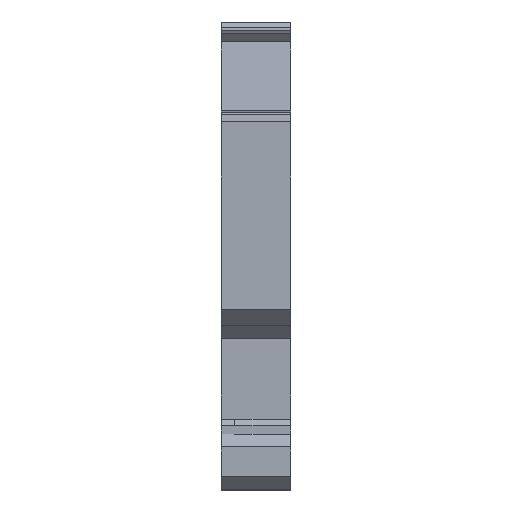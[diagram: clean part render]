
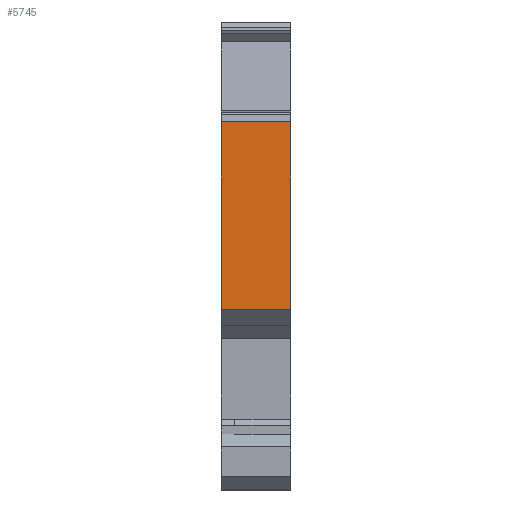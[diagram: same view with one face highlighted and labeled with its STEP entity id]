
A CAD part, left-side view. The second image highlights one B-rep face of the part: STEP entity #5745.
In plain terms, the highlighted free-form (B-spline) face has degree [1, 1] with [2, 2] control points.
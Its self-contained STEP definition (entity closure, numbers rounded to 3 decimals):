
#419=CARTESIAN_POINT('',(-31.15,0.,7.6));
#420=VERTEX_POINT('',#419);
#427=CARTESIAN_POINT('',(-31.15,5.2,7.6));
#428=VERTEX_POINT('',#427);
#429=CARTESIAN_POINT('',(-31.15,0.,7.6));
#430=CARTESIAN_POINT('',(-31.15,5.2,7.6));
#431=B_SPLINE_CURVE_WITH_KNOTS('',1,(#429,#430),.POLYLINE_FORM.,.F.,.U.,(2,2),(0.,1.),.UNSPECIFIED.);
#432=EDGE_CURVE('',#420,#428,#431,.T.);
#1995=CARTESIAN_POINT('',(-31.15,5.2,21.732));
#1996=VERTEX_POINT('',#1995);
#1997=CARTESIAN_POINT('',(-31.15,0.,21.732));
#1998=VERTEX_POINT('',#1997);
#1999=CARTESIAN_POINT('',(-31.15,5.2,21.732));
#2000=CARTESIAN_POINT('',(-31.15,0.,21.732));
#2001=B_SPLINE_CURVE_WITH_KNOTS('',1,(#1999,#2000),.POLYLINE_FORM.,.F.,.U.,(2,2),(0.,1.),.UNSPECIFIED.);
#2002=EDGE_CURVE('',#1996,#1998,#2001,.T.);
#5681=CARTESIAN_POINT('',(-31.15,5.2,21.732));
#5682=CARTESIAN_POINT('',(-31.15,5.2,7.6));
#5683=B_SPLINE_CURVE_WITH_KNOTS('',1,(#5681,#5682),.POLYLINE_FORM.,.F.,.U.,(2,2),(0.,1.),.UNSPECIFIED.);
#5684=EDGE_CURVE('',#1996,#428,#5683,.T.);
#5730=CARTESIAN_POINT('',(-31.15,5.567,23.358));
#5731=CARTESIAN_POINT('',(-31.15,-0.367,23.358));
#5732=CARTESIAN_POINT('',(-31.15,5.567,6.063));
#5733=CARTESIAN_POINT('',(-31.15,-0.367,6.063));
#5734=B_SPLINE_SURFACE_WITH_KNOTS('',1,1,((#5730,#5731),(#5732,#5733)),.PLANE_SURF.,.F.,.F.,.U.,(2,2),(2,2),(0.,1.),(0.,1.),.UNSPECIFIED.);
#5735=ORIENTED_EDGE('',*,*,#2002,.F.);
#5736=ORIENTED_EDGE('',*,*,#5684,.T.);
#5737=ORIENTED_EDGE('',*,*,#432,.F.);
#5738=CARTESIAN_POINT('',(-31.15,0.,21.732));
#5739=CARTESIAN_POINT('',(-31.15,0.,7.6));
#5740=B_SPLINE_CURVE_WITH_KNOTS('',1,(#5738,#5739),.POLYLINE_FORM.,.F.,.U.,(2,2),(0.,1.),.UNSPECIFIED.);
#5741=EDGE_CURVE('',#1998,#420,#5740,.T.);
#5742=ORIENTED_EDGE('',*,*,#5741,.F.);
#5743=EDGE_LOOP('',(#5735,#5736,#5737,#5742));
#5744=FACE_OUTER_BOUND('',#5743,.T.);
#5745=ADVANCED_FACE('',(#5744),#5734,.T.);
